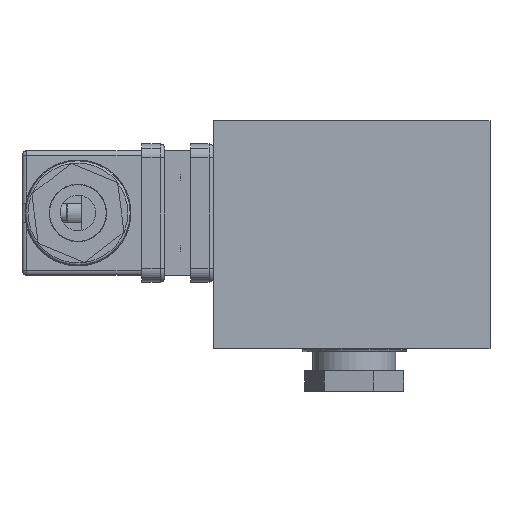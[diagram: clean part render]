
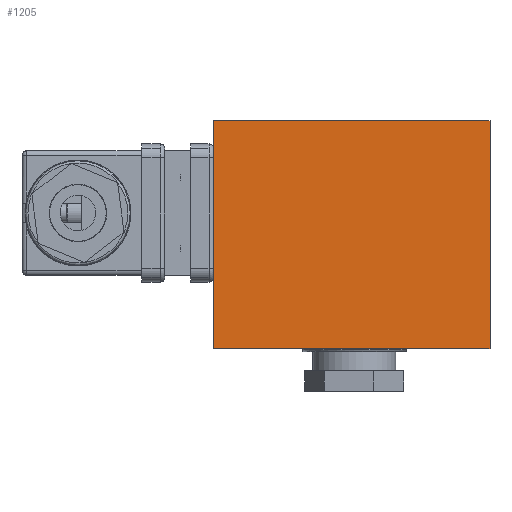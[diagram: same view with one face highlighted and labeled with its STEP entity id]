
A CAD part, front view. The second image highlights one B-rep face of the part: STEP entity #1205.
In plain terms, the highlighted planar face has unit normal (0, -1, 0).
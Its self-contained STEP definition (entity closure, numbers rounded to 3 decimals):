
#1205 = ADVANCED_FACE( '', ( #2625 ), #2626, .F. );
#2625 = FACE_OUTER_BOUND( '', #4390, .T. );
#2626 = PLANE( '', #4391 );
#4390 = EDGE_LOOP( '', ( #7785, #7786, #7787, #7788 ) );
#4391 = AXIS2_PLACEMENT_3D( '', #7789, #7790, #7791 );
#7785 = ORIENTED_EDGE( '', *, *, #10879, .F. );
#7786 = ORIENTED_EDGE( '', *, *, #10934, .F. );
#7787 = ORIENTED_EDGE( '', *, *, #9838, .F. );
#7788 = ORIENTED_EDGE( '', *, *, #10935, .F. );
#7789 = CARTESIAN_POINT( '', ( -30.558, -180., 22.972 ) );
#7790 = DIRECTION( '', ( 0., 1., 0. ) );
#7791 = DIRECTION( '', ( 0., 0., 1. ) );
#9838 = EDGE_CURVE( '', #11617, #11619, #11620, .T. );
#10879 = EDGE_CURVE( '', #13245, #13247, #13248, .T. );
#10934 = EDGE_CURVE( '', #11619, #13245, #13327, .T. );
#10935 = EDGE_CURVE( '', #13247, #11617, #13328, .T. );
#11617 = VERTEX_POINT( '', #14298 );
#11619 = VERTEX_POINT( '', #14301 );
#11620 = LINE( '', #14302, #14303 );
#13245 = VERTEX_POINT( '', #17136 );
#13247 = VERTEX_POINT( '', #17139 );
#13248 = LINE( '', #17140, #17141 );
#13327 = LINE( '', #17301, #17302 );
#13328 = LINE( '', #17303, #17304 );
#14298 = CARTESIAN_POINT( '', ( 29.442, -180., 22.972 ) );
#14301 = CARTESIAN_POINT( '', ( 29.442, -180., -26.528 ) );
#14302 = CARTESIAN_POINT( '', ( 29.442, -180., 22.972 ) );
#14303 = VECTOR( '', #18053, 1000. );
#17136 = CARTESIAN_POINT( '', ( -30.558, -180., -26.528 ) );
#17139 = CARTESIAN_POINT( '', ( -30.558, -180., 22.972 ) );
#17140 = CARTESIAN_POINT( '', ( -30.558, -180., -26.528 ) );
#17141 = VECTOR( '', #18896, 1000. );
#17301 = CARTESIAN_POINT( '', ( 29.442, -180., -26.528 ) );
#17302 = VECTOR( '', #18910, 1000. );
#17303 = CARTESIAN_POINT( '', ( -30.558, -180., 22.972 ) );
#17304 = VECTOR( '', #18911, 1000. );
#18053 = DIRECTION( '', ( 0., 0., -1. ) );
#18896 = DIRECTION( '', ( 0., 0., 1. ) );
#18910 = DIRECTION( '', ( -1., 0., 0. ) );
#18911 = DIRECTION( '', ( 1., 0., 0. ) );
